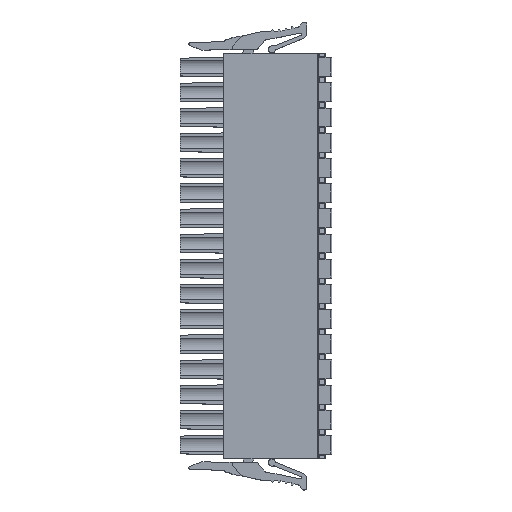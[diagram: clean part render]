
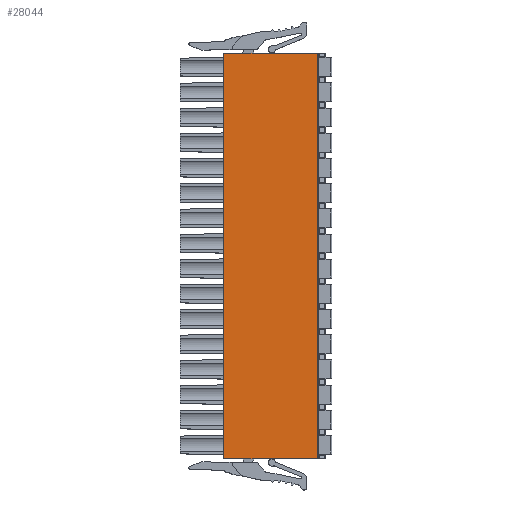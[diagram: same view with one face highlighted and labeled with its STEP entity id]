
A CAD part, top view. The second image highlights one B-rep face of the part: STEP entity #28044.
In plain terms, the highlighted planar face has unit normal (0, 0, 1).
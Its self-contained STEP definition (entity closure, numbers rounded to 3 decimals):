
#6529=DIRECTION('',(0.,1.,0.));
#6530=VECTOR('',#6529,61.35);
#6531=CARTESIAN_POINT('',(7.475,-22.265,3.4));
#6532=LINE('',#6531,#6530);
#6537=DIRECTION('',(0.,1.,0.));
#6538=VECTOR('',#6537,61.35);
#6539=CARTESIAN_POINT('',(-6.625,-22.265,
3.4));
#6540=LINE('',#6539,#6538);
#9102=DIRECTION('',(-1.,0.,0.));
#9103=VECTOR('',#9102,14.1);
#9104=CARTESIAN_POINT('',(7.475,39.085,3.4));
#9105=LINE('',#9104,#9103);
#10358=DIRECTION('',(1.,0.,0.));
#10359=VECTOR('',#10358,14.1);
#10360=CARTESIAN_POINT('',(-6.625,-22.265,
3.4));
#10361=LINE('',#10360,#10359);
#15406=CARTESIAN_POINT('',(-6.625,-22.265,
3.4));
#15407=VERTEX_POINT('',#15406);
#15434=CARTESIAN_POINT('',(7.475,-22.265,
3.4));
#15435=VERTEX_POINT('',#15434);
#19008=CARTESIAN_POINT('',(-6.625,39.085,
3.4));
#19009=VERTEX_POINT('',#19008);
#19010=CARTESIAN_POINT('',(7.475,39.085,3.4));
#19011=VERTEX_POINT('',#19010);
#28030=CARTESIAN_POINT('',(4.299,-14.645,3.4));
#28031=DIRECTION('',(0.,0.,1.));
#28032=DIRECTION('',(-1.,0.,0.));
#28033=AXIS2_PLACEMENT_3D('',#28030,#28031,#28032);
#28034=PLANE('',#28033);
#28036=ORIENTED_EDGE('',*,*,#28035,.T.);
#28038=ORIENTED_EDGE('',*,*,#28037,.F.);
#28039=ORIENTED_EDGE('',*,*,#28020,.F.);
#28041=ORIENTED_EDGE('',*,*,#28040,.F.);
#28042=EDGE_LOOP('',(#28036,#28038,#28039,#28041));
#28043=FACE_OUTER_BOUND('',#28042,.F.);
#28020=EDGE_CURVE('',#15435,#19011,#6532,.T.);
#28035=EDGE_CURVE('',#15407,#19009,#6540,.T.);
#28037=EDGE_CURVE('',#19011,#19009,#9105,.T.);
#28040=EDGE_CURVE('',#15407,#15435,#10361,.T.);
#28044=ADVANCED_FACE('',(#28043),#28034,.T.);
